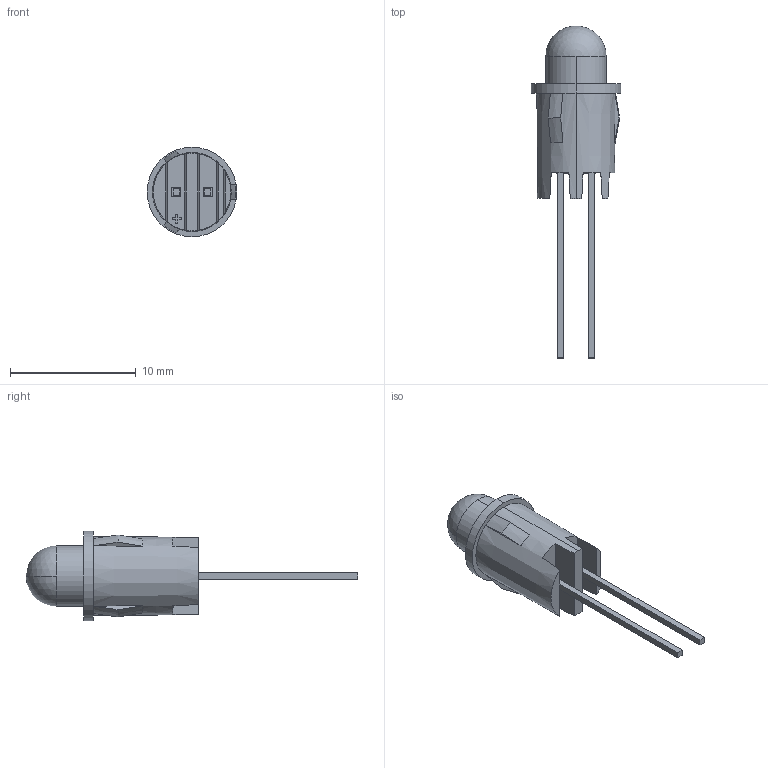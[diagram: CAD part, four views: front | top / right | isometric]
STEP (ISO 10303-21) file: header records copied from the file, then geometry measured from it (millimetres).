
FILE_DESCRIPTION (( 'STEP AP203' ), '1' );
FILE_NAME ('5101H Series.STEP', '2020-10-27T17:06:55', ( '' ), ( '' ), 'SwSTEP 2.0', 'SolidWorks 2018', '' );
FILE_SCHEMA (( 'CONFIG_CONTROL_DESIGN' ));
Length unit declared in the file: inch
Products named in the file (3): E23922BK; 5101H Series; 4304H1NF
Assembly tree (2 placements, depth 2):
  5101H Series
    E23922BK
    4304H1NF
Bounding box: 7.14 x 26.43 x 7.14 mm (x, y, z)
Volume: 146.1 mm3; surface area: 777.3 mm2
Topology: 2 solids, 3 shells, 91 faces, 232 edges, 148 vertices
Faces by surface type: plane 68, cone 11, cylinder 8, sphere 4
Entity records: 3089 total; most frequent: CARTESIAN_POINT 622, ORIENTED_EDGE 456, DIRECTION 448, EDGE_CURVE 228, AXIS2_PLACEMENT_3D 162, VERTEX_POINT 148, LINE 124, VECTOR 124
